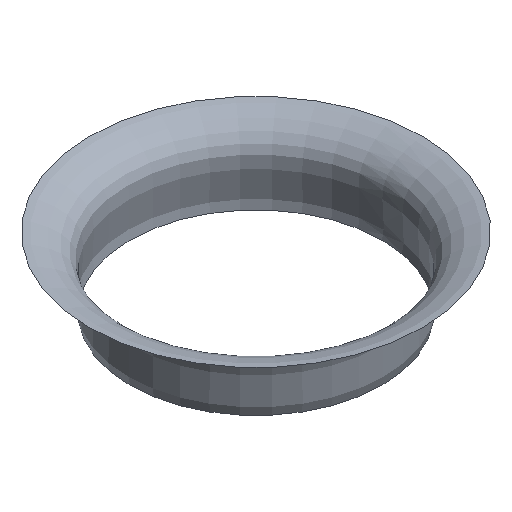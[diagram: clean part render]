
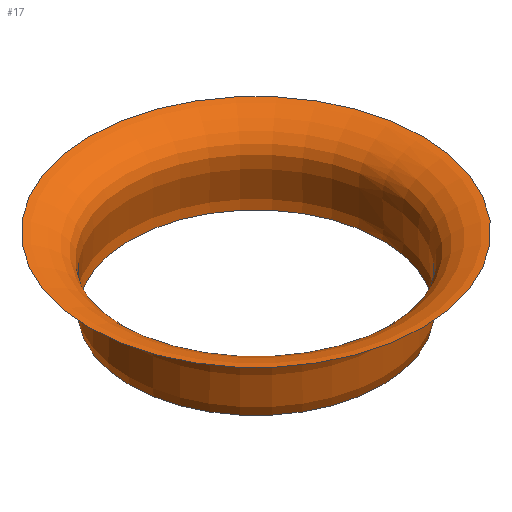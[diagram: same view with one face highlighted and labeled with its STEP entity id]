
A CAD part, isometric view. The second image highlights one B-rep face of the part: STEP entity #17.
In plain terms, the highlighted face is a revolution surface.
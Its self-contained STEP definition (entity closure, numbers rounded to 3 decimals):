
#17 = ADVANCED_FACE('',(#18),#53,.T.);
#18 = FACE_BOUND('',#19,.T.);
#19 = EDGE_LOOP('',(#20,#95,#110,#111));
#20 = ORIENTED_EDGE('',*,*,#21,.F.);
#21 = EDGE_CURVE('',#22,#24,#26,.T.);
#22 = VERTEX_POINT('',#23);
#23 = CARTESIAN_POINT('',(144.,0.,0.));
#24 = VERTEX_POINT('',#25);
#25 = CARTESIAN_POINT('',(190.,0.,80.));
#26 = SEAM_CURVE('',#27,(#52,#88),.PCURVE_S1.);
#27 = B_SPLINE_CURVE_WITH_KNOTS('',3,(#28,#29,#30,#31,#32,#33,#34,#35,
    #36,#37,#38,#39,#40,#41,#42,#43,#44,#45,#46,#47,#48,#49,#50,#51),
  .UNSPECIFIED.,.F.,.F.,(4,1,1,1,1,1,1,1,1,1,1,1,1,1,1,1,1,1,1,1,1,4),(
    0.,0.075,0.112,0.15,0.187,
    0.224,0.262,0.299,0.337,
    0.374,0.432,0.49,0.548,
    0.585,0.622,0.66,0.697,
    0.735,0.772,0.81,0.847,1.),
  .UNSPECIFIED.);
#28 = CARTESIAN_POINT('',(144.,0.,0.));
#29 = CARTESIAN_POINT('',(144.942,0.,2.516));
#30 = CARTESIAN_POINT('',(145.741,0.,6.486));
#31 = CARTESIAN_POINT('',(146.059,0.,11.842));
#32 = CARTESIAN_POINT('',(146.032,0.,15.867));
#33 = CARTESIAN_POINT('',(145.828,0.,19.884));
#34 = CARTESIAN_POINT('',(145.519,0.,23.896));
#35 = CARTESIAN_POINT('',(145.171,0.,27.903));
#36 = CARTESIAN_POINT('',(144.84,0.,31.913));
#37 = CARTESIAN_POINT('',(144.589,0.,35.928));
#38 = CARTESIAN_POINT('',(144.459,0.,40.682));
#39 = CARTESIAN_POINT('',(144.695,0.,46.168));
#40 = CARTESIAN_POINT('',(145.817,0.,52.309));
#41 = CARTESIAN_POINT('',(147.942,0.,57.409));
#42 = CARTESIAN_POINT('',(150.646,0.,61.34));
#43 = CARTESIAN_POINT('',(153.327,0.,64.345));
#44 = CARTESIAN_POINT('',(156.329,0.,67.034));
#45 = CARTESIAN_POINT('',(159.559,0.,69.434));
#46 = CARTESIAN_POINT('',(162.972,0.,71.572));
#47 = CARTESIAN_POINT('',(166.525,0.,73.459));
#48 = CARTESIAN_POINT('',(170.191,0.,75.128));
#49 = CARTESIAN_POINT('',(177.82,0.,78.034));
#50 = CARTESIAN_POINT('',(184.526,0.,79.59));
#51 = CARTESIAN_POINT('',(190.,0.,80.));
#52 = PCURVE('',#53,#82);
#53 = SURFACE_OF_REVOLUTION('',#54,#79);
#54 = B_SPLINE_CURVE_WITH_KNOTS('',3,(#55,#56,#57,#58,#59,#60,#61,#62,
    #63,#64,#65,#66,#67,#68,#69,#70,#71,#72,#73,#74,#75,#76,#77,#78),
  .UNSPECIFIED.,.F.,.F.,(4,1,1,1,1,1,1,1,1,1,1,1,1,1,1,1,1,1,1,1,1,4),(
    0.,0.075,0.112,0.15,0.187,
    0.224,0.262,0.299,0.337,
    0.374,0.432,0.49,0.548,
    0.585,0.622,0.66,0.697,
    0.735,0.772,0.81,0.847,1.),
  .UNSPECIFIED.);
#55 = CARTESIAN_POINT('',(144.,0.,0.));
#56 = CARTESIAN_POINT('',(144.942,0.,2.516));
#57 = CARTESIAN_POINT('',(145.741,0.,6.486));
#58 = CARTESIAN_POINT('',(146.059,0.,11.842));
#59 = CARTESIAN_POINT('',(146.032,0.,15.867));
#60 = CARTESIAN_POINT('',(145.828,0.,19.884));
#61 = CARTESIAN_POINT('',(145.519,0.,23.896));
#62 = CARTESIAN_POINT('',(145.171,0.,27.903));
#63 = CARTESIAN_POINT('',(144.84,0.,31.913));
#64 = CARTESIAN_POINT('',(144.589,0.,35.928));
#65 = CARTESIAN_POINT('',(144.459,0.,40.682));
#66 = CARTESIAN_POINT('',(144.695,0.,46.168));
#67 = CARTESIAN_POINT('',(145.817,0.,52.309));
#68 = CARTESIAN_POINT('',(147.942,0.,57.409));
#69 = CARTESIAN_POINT('',(150.646,0.,61.34));
#70 = CARTESIAN_POINT('',(153.327,0.,64.345));
#71 = CARTESIAN_POINT('',(156.329,0.,67.034));
#72 = CARTESIAN_POINT('',(159.559,0.,69.434));
#73 = CARTESIAN_POINT('',(162.972,0.,71.572));
#74 = CARTESIAN_POINT('',(166.525,0.,73.459));
#75 = CARTESIAN_POINT('',(170.191,0.,75.128));
#76 = CARTESIAN_POINT('',(177.82,0.,78.034));
#77 = CARTESIAN_POINT('',(184.526,0.,79.59));
#78 = CARTESIAN_POINT('',(190.,0.,80.));
#79 = AXIS1_PLACEMENT('',#80,#81);
#80 = CARTESIAN_POINT('',(0.,0.,0.));
#81 = DIRECTION('',(0.,0.,1.));
#82 = DEFINITIONAL_REPRESENTATION('',(#83),#87);
#83 = LINE('',#84,#85);
#84 = CARTESIAN_POINT('',(0.,0.));
#85 = VECTOR('',#86,1.);
#86 = DIRECTION('',(0.,1.));
#87 = ( GEOMETRIC_REPRESENTATION_CONTEXT(2) 
PARAMETRIC_REPRESENTATION_CONTEXT() REPRESENTATION_CONTEXT('2D SPACE',''
  ) );
#88 = PCURVE('',#53,#89);
#89 = DEFINITIONAL_REPRESENTATION('',(#90),#94);
#90 = LINE('',#91,#92);
#91 = CARTESIAN_POINT('',(6.283,0.));
#92 = VECTOR('',#93,1.);
#93 = DIRECTION('',(0.,1.));
#94 = ( GEOMETRIC_REPRESENTATION_CONTEXT(2) 
PARAMETRIC_REPRESENTATION_CONTEXT() REPRESENTATION_CONTEXT('2D SPACE',''
  ) );
#95 = ORIENTED_EDGE('',*,*,#96,.T.);
#96 = EDGE_CURVE('',#22,#22,#97,.T.);
#97 = SURFACE_CURVE('',#98,(#103),.PCURVE_S1.);
#98 = CIRCLE('',#99,144.);
#99 = AXIS2_PLACEMENT_3D('',#100,#101,#102);
#100 = CARTESIAN_POINT('',(0.,0.,0.));
#101 = DIRECTION('',(0.,0.,1.));
#102 = DIRECTION('',(1.,0.,-0.));
#103 = PCURVE('',#53,#104);
#104 = DEFINITIONAL_REPRESENTATION('',(#105),#109);
#105 = LINE('',#106,#107);
#106 = CARTESIAN_POINT('',(0.,0.));
#107 = VECTOR('',#108,1.);
#108 = DIRECTION('',(1.,0.));
#109 = ( GEOMETRIC_REPRESENTATION_CONTEXT(2) 
PARAMETRIC_REPRESENTATION_CONTEXT() REPRESENTATION_CONTEXT('2D SPACE',''
  ) );
#110 = ORIENTED_EDGE('',*,*,#21,.T.);
#111 = ORIENTED_EDGE('',*,*,#112,.F.);
#112 = EDGE_CURVE('',#24,#24,#113,.T.);
#113 = SURFACE_CURVE('',#114,(#119),.PCURVE_S1.);
#114 = CIRCLE('',#115,190.);
#115 = AXIS2_PLACEMENT_3D('',#116,#117,#118);
#116 = CARTESIAN_POINT('',(0.,0.,80.));
#117 = DIRECTION('',(0.,0.,1.));
#118 = DIRECTION('',(1.,0.,-0.));
#119 = PCURVE('',#53,#120);
#120 = DEFINITIONAL_REPRESENTATION('',(#121),#125);
#121 = LINE('',#122,#123);
#122 = CARTESIAN_POINT('',(0.,1.));
#123 = VECTOR('',#124,1.);
#124 = DIRECTION('',(1.,0.));
#125 = ( GEOMETRIC_REPRESENTATION_CONTEXT(2) 
PARAMETRIC_REPRESENTATION_CONTEXT() REPRESENTATION_CONTEXT('2D SPACE',''
  ) );
